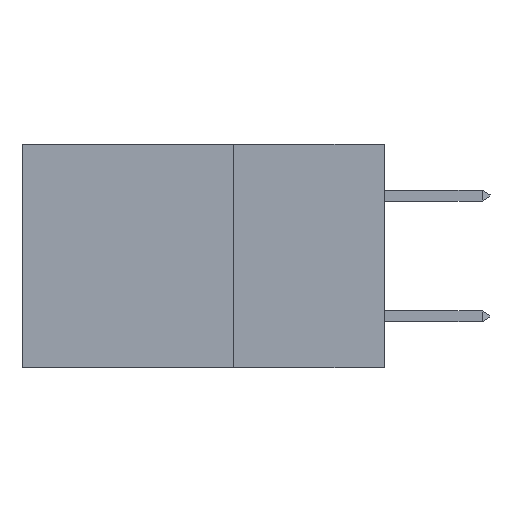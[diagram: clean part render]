
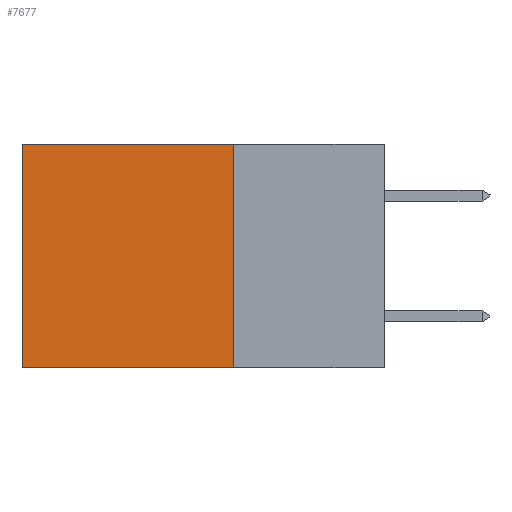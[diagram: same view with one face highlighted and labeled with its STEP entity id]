
A CAD part, left-side view. The second image highlights one B-rep face of the part: STEP entity #7677.
In plain terms, the highlighted planar face has unit normal (-1, 0, 0).
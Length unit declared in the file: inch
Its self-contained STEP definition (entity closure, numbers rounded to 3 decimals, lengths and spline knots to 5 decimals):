
#350 = FACE_OUTER_BOUND ( 'NONE', #1916, .T. ) ;
#763 = DIRECTION ( 'NONE',  ( 0., 0., -1. ) ) ;
#1040 = ORIENTED_EDGE ( 'NONE', *, *, #24812, .F. ) ;
#1916 = EDGE_LOOP ( 'NONE', ( #18208, #1040, #24864, #4825 ) ) ;
#3701 = VECTOR ( 'NONE', #12990, 39.37008 ) ;
#4825 = ORIENTED_EDGE ( 'NONE', *, *, #25183, .T. ) ;
#6976 = DIRECTION ( 'NONE',  ( 0., 0., -1. ) ) ;
#7628 = CARTESIAN_POINT ( 'NONE',  ( 0.2875, 0.25, 0. ) ) ;
#7677 = ADVANCED_FACE ( 'NONE', ( #350 ), #20312, .F. ) ;
#7702 = CARTESIAN_POINT ( 'NONE',  ( 0.2875, 0.25, 0. ) ) ;
#8601 = CARTESIAN_POINT ( 'NONE',  ( 0.2875, 0.6, 0. ) ) ;
#9198 = CARTESIAN_POINT ( 'NONE',  ( 0.2875, 0.6, 0. ) ) ;
#9590 = CARTESIAN_POINT ( 'NONE',  ( 0.2875, 0.25, -0.37 ) ) ;
#9832 = DIRECTION ( 'NONE',  ( 0., 0., -1. ) ) ;
#10010 = DIRECTION ( 'NONE',  ( 0., 1., 0. ) ) ;
#10860 = CARTESIAN_POINT ( 'NONE',  ( 0.2875, 0.25, -0.37 ) ) ;
#12990 = DIRECTION ( 'NONE',  ( 0., 1., 0. ) ) ;
#13165 = LINE ( 'NONE', #9198, #23649 ) ;
#14188 = CARTESIAN_POINT ( 'NONE',  ( 0.2875, 0.25, 0. ) ) ;
#15611 = VECTOR ( 'NONE', #10010, 39.37008 ) ;
#17745 = EDGE_CURVE ( 'NONE', #26231, #19985, #13165, .T. ) ;
#17882 = AXIS2_PLACEMENT_3D ( 'NONE', #7702, #22409, #9832 ) ;
#17894 = VECTOR ( 'NONE', #6976, 39.37008 ) ;
#18208 = ORIENTED_EDGE ( 'NONE', *, *, #17745, .T. ) ;
#19199 = LINE ( 'NONE', #21714, #17894 ) ;
#19985 = VERTEX_POINT ( 'NONE', #20051 ) ;
#20051 = CARTESIAN_POINT ( 'NONE',  ( 0.2875, 0.6, -0.37 ) ) ;
#20312 = PLANE ( 'NONE',  #17882 ) ;
#20518 = LINE ( 'NONE', #10860, #3701 ) ;
#21157 = LINE ( 'NONE', #14188, #15611 ) ;
#21714 = CARTESIAN_POINT ( 'NONE',  ( 0.2875, 0.25, 0. ) ) ;
#22054 = VERTEX_POINT ( 'NONE', #7628 ) ;
#22409 = DIRECTION ( 'NONE',  ( 1., 0., 0. ) ) ;
#22571 = VERTEX_POINT ( 'NONE', #9590 ) ;
#23649 = VECTOR ( 'NONE', #763, 39.37008 ) ;
#24812 = EDGE_CURVE ( 'NONE', #22571, #19985, #20518, .T. ) ;
#24864 = ORIENTED_EDGE ( 'NONE', *, *, #24915, .F. ) ;
#24915 = EDGE_CURVE ( 'NONE', #22054, #22571, #19199, .T. ) ;
#25183 = EDGE_CURVE ( 'NONE', #22054, #26231, #21157, .T. ) ;
#26231 = VERTEX_POINT ( 'NONE', #8601 ) ;
